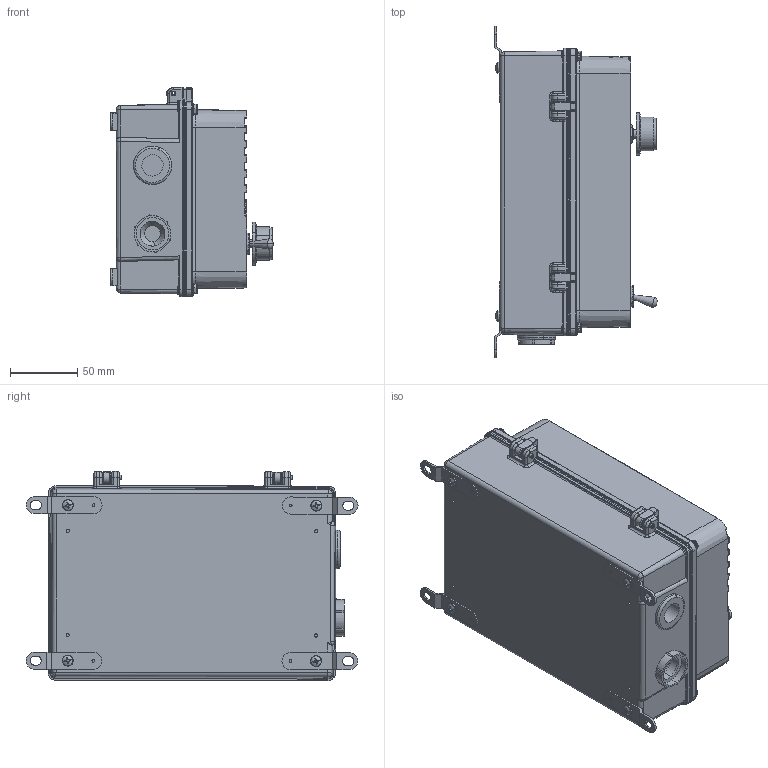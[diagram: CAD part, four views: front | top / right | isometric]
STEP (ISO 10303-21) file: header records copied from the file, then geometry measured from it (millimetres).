
FILE_DESCRIPTION (( 'STEP AP203' ), '1' );
FILE_NAME ('INFM0180.STEP', '2013-04-19T03:34:09', ( '' ), ( '' ), 'SwSTEP 2.0', 'SolidWorks 2012', '' );
FILE_SCHEMA (( 'CONFIG_CONTROL_DESIGN' ));
Products named in the file (18): INFM0180; 455CN001_45500010; 45500009_45500009; 44390038_44390038; 541AA031_54100003; 51600010_51600010; 57800022_57800022; 45400015_45400015; 573aa004_57300026; 57500012_57500012; 45500110_45500110; 45320045_45320045; 57600227_57600227; 541AA014_54100081; 544aa004_54401001; 45610012_45610012; 43400132_43400132; 43400133_43400133
Assembly tree (28 placements, depth 2):
  INFM0180
    43400133_43400133
    43400132_43400132
    45610012_45610012
    544aa004_54401001  x2
    541AA014_54100081  x5
    57600227_57600227
    45320045_45320045
    45500110_45500110
    57500012_57500012
    573aa004_57300026
    45400015_45400015
    57800022_57800022  x4
    51600010_51600010
    541AA031_54100003  x4
    44390038_44390038
    45500009_45500009
    455CN001_45500010
Bounding box: 120.68 x 246.71 x 155.47 mm (x, y, z)
Volume: 359694.7 mm3; surface area: 330780.9 mm2
Topology: 38 solids, 45 shells, 3028 faces, 7610 edges, 4743 vertices
Faces by surface type: plane 1156, cylinder 922, bspline 392, cone 223, torus 212, sphere 123
Entity records: 105884 total; most frequent: CARTESIAN_POINT 40794, ORIENTED_EDGE 13598, DIRECTION 12848, EDGE_CURVE 6802, AXIS2_PLACEMENT_3D 4786, VERTEX_POINT 4229, LINE 3276, VECTOR 3276
